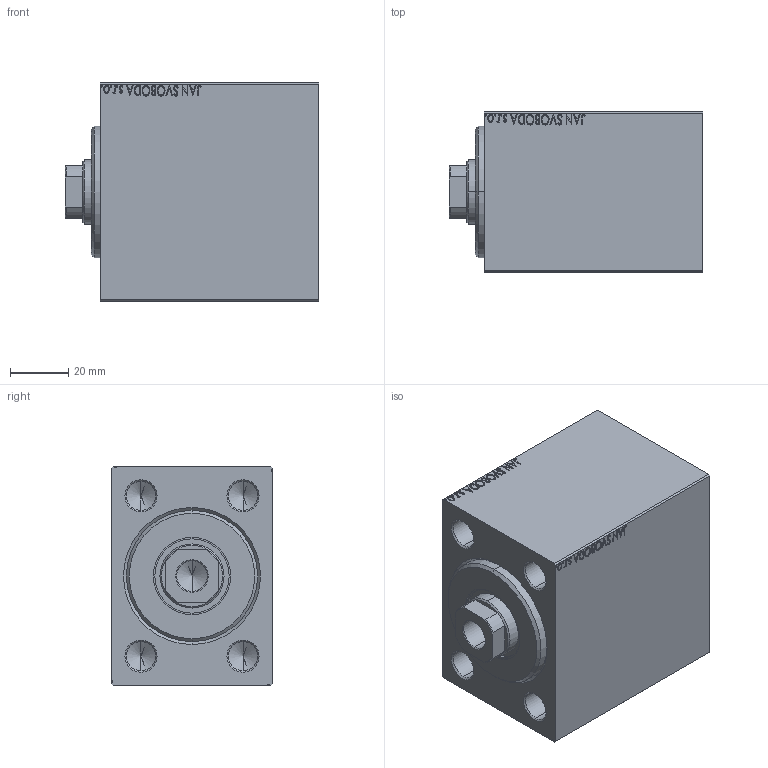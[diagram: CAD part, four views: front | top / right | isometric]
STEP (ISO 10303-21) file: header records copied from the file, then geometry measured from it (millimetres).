
FILE_DESCRIPTION (( 'STEP AP203' ), '1' );
FILE_NAME ('9d51.STEP', '2025-09-24T15:06:31', ( '' ), ( '' ), 'SwSTEP 2.0', 'SolidWorks 2019', '' );
FILE_SCHEMA (( 'CONFIG_CONTROL_DESIGN' ));
Length unit declared in the file: millimetre
Products named in the file (4): V450CM_B_VCP 4373ed3b8d9ae8da945c8b13cd3c3df8; V450CM_VC_B 4373ed3b8d9ae8da945c8b13cd3c3df8; 9d51; V450CM_B_Body 4373ed3b8d9ae8da945c8b13cd3c3df8
Assembly tree (3 placements, depth 2):
  9d51
    V450CM_B_Body 4373ed3b8d9ae8da945c8b13cd3c3df8
    V450CM_B_VCP 4373ed3b8d9ae8da945c8b13cd3c3df8
    V450CM_VC_B 4373ed3b8d9ae8da945c8b13cd3c3df8
Bounding box: 87 x 55 x 75 mm (x, y, z)
Volume: 289613 mm3; surface area: 54567.7 mm2
Topology: 3 solids, 3 shells, 881 faces, 2256 edges, 1477 vertices
Faces by surface type: plane 401, bspline 380, cylinder 54, cone 46
Entity records: 44398 total; most frequent: CARTESIAN_POINT 25210, ORIENTED_EDGE 4476, DIRECTION 2616, EDGE_CURVE 2238, VERTEX_POINT 1477, VECTOR 1330, LINE 1330, EDGE_LOOP 1001
